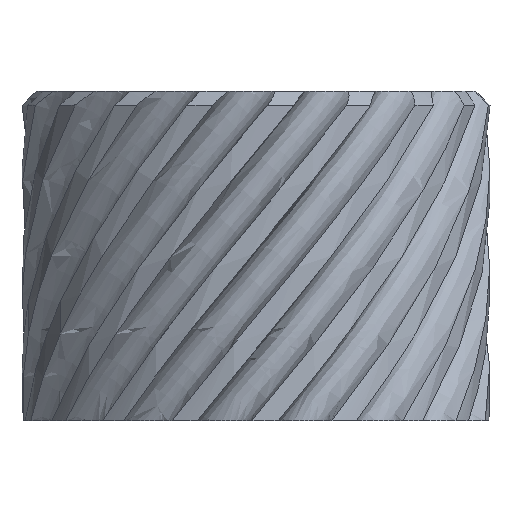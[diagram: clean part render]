
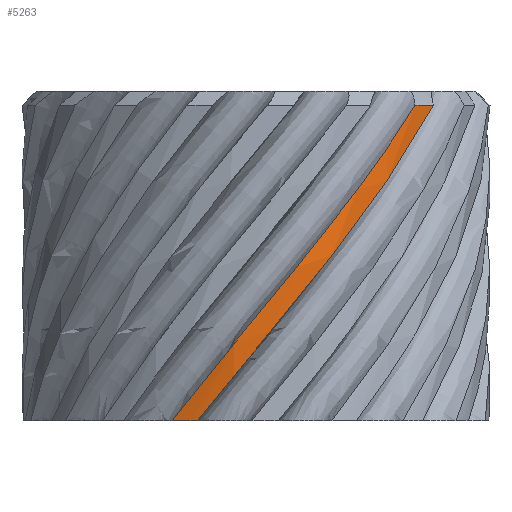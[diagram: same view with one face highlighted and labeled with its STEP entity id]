
A CAD part, left-side view. The second image highlights one B-rep face of the part: STEP entity #5263.
In plain terms, the highlighted cylindrical face has radius 8.398 mm (diameter 16.795 mm), a partial arc.
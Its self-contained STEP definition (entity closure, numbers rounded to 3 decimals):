
#567=CARTESIAN_POINT('',(96.87,70.049,7.425));
#568=VERTEX_POINT('',#567);
#606=CARTESIAN_POINT('',(97.167,70.967,7.425));
#607=VERTEX_POINT('',#606);
#608=CARTESIAN_POINT('',(104.997,67.932,7.425));
#609=DIRECTION('',(0.,-0.,1.));
#610=DIRECTION('',(-0.103,-0.995,-0.));
#611=AXIS2_PLACEMENT_3D('',#608,#609,#610);
#612=ELLIPSE('',#611,8.398,8.398);
#613=EDGE_CURVE('',#607,#568,#612,.T.);
#5113=CARTESIAN_POINT('',(105.,67.958,2.949));
#5114=DIRECTION('',(-0.001,-0.006,1.));
#5115=DIRECTION('',(0.,-1.,-0.006));
#5116=AXIS2_PLACEMENT_3D('',#5113,#5114,#5115);
#5117=CYLINDRICAL_SURFACE('',#5116,8.398);
#5118=CARTESIAN_POINT('',(98.851,62.136,18.911));
#5119=VERTEX_POINT('',#5118);
#5120=CARTESIAN_POINT('',(99.554,61.464,18.918));
#5121=VERTEX_POINT('',#5120);
#5122=CARTESIAN_POINT('',(98.851,62.136,18.911));
#5123=CARTESIAN_POINT('',(99.072,61.898,18.912));
#5124=CARTESIAN_POINT('',(99.307,61.674,18.914));
#5125=CARTESIAN_POINT('',(99.554,61.464,18.918));
#5126=B_SPLINE_CURVE_WITH_KNOTS('',3,(#5122,#5123,#5124,#5125),.UNSPECIFIED.,.F.,.F.,(4,4),(0.,0.001),.UNSPECIFIED.);
#5127=EDGE_CURVE('',#5119,#5121,#5126,.T.);
#5128=ORIENTED_EDGE('',*,*,#5127,.F.);
#5129=CARTESIAN_POINT('',(97.167,70.967,7.425));
#5130=CARTESIAN_POINT('',(97.131,70.875,7.545));
#5131=CARTESIAN_POINT('',(97.097,70.78,7.663));
#5132=CARTESIAN_POINT('',(97.064,70.686,7.783));
#5133=CARTESIAN_POINT('',(97.032,70.592,7.903));
#5134=CARTESIAN_POINT('',(97.001,70.499,8.024));
#5135=CARTESIAN_POINT('',(96.973,70.406,8.145));
#5136=CARTESIAN_POINT('',(96.944,70.312,8.267));
#5137=CARTESIAN_POINT('',(96.916,70.216,8.387));
#5138=CARTESIAN_POINT('',(96.89,70.119,8.506));
#5139=CARTESIAN_POINT('',(96.864,70.022,8.626));
#5140=CARTESIAN_POINT('',(96.84,69.926,8.747));
#5141=CARTESIAN_POINT('',(96.817,69.83,8.867));
#5142=CARTESIAN_POINT('',(96.795,69.734,8.988));
#5143=CARTESIAN_POINT('',(96.774,69.637,9.108));
#5144=CARTESIAN_POINT('',(96.755,69.539,9.227));
#5145=CARTESIAN_POINT('',(96.736,69.441,9.347));
#5146=CARTESIAN_POINT('',(96.719,69.343,9.465));
#5147=CARTESIAN_POINT('',(96.703,69.244,9.584));
#5148=CARTESIAN_POINT('',(96.672,69.048,9.822));
#5149=CARTESIAN_POINT('',(96.648,68.857,10.063));
#5150=CARTESIAN_POINT('',(96.631,68.662,10.303));
#5151=CARTESIAN_POINT('',(96.613,68.468,10.542));
#5152=CARTESIAN_POINT('',(96.603,68.27,10.779));
#5153=CARTESIAN_POINT('',(96.599,68.075,11.018));
#5154=CARTESIAN_POINT('',(96.595,67.88,11.257));
#5155=CARTESIAN_POINT('',(96.598,67.681,11.492));
#5156=CARTESIAN_POINT('',(96.607,67.487,11.732));
#5157=CARTESIAN_POINT('',(96.612,67.39,11.851));
#5158=CARTESIAN_POINT('',(96.618,67.293,11.972));
#5159=CARTESIAN_POINT('',(96.626,67.195,12.09));
#5160=CARTESIAN_POINT('',(96.635,67.096,12.209));
#5161=CARTESIAN_POINT('',(96.645,66.996,12.326));
#5162=CARTESIAN_POINT('',(96.657,66.897,12.444));
#5163=CARTESIAN_POINT('',(96.668,66.798,12.562));
#5164=CARTESIAN_POINT('',(96.682,66.7,12.681));
#5165=CARTESIAN_POINT('',(96.697,66.603,12.802));
#5166=CARTESIAN_POINT('',(96.712,66.507,12.922));
#5167=CARTESIAN_POINT('',(96.728,66.413,13.044));
#5168=CARTESIAN_POINT('',(96.746,66.317,13.165));
#5169=CARTESIAN_POINT('',(96.782,66.125,13.406));
#5170=CARTESIAN_POINT('',(96.827,65.928,13.643));
#5171=CARTESIAN_POINT('',(96.877,65.736,13.885));
#5172=CARTESIAN_POINT('',(96.928,65.544,14.126));
#5173=CARTESIAN_POINT('',(96.985,65.353,14.367));
#5174=CARTESIAN_POINT('',(97.049,65.168,14.608));
#5175=CARTESIAN_POINT('',(97.08,65.075,14.728));
#5176=CARTESIAN_POINT('',(97.113,64.982,14.848));
#5177=CARTESIAN_POINT('',(97.149,64.888,14.967));
#5178=CARTESIAN_POINT('',(97.184,64.795,15.086));
#5179=CARTESIAN_POINT('',(97.222,64.701,15.203));
#5180=CARTESIAN_POINT('',(97.26,64.609,15.322));
#5181=CARTESIAN_POINT('',(97.338,64.425,15.559));
#5182=CARTESIAN_POINT('',(97.418,64.251,15.802));
#5183=CARTESIAN_POINT('',(97.506,64.076,16.041));
#5184=CARTESIAN_POINT('',(97.682,63.726,16.52));
#5185=CARTESIAN_POINT('',(97.887,63.382,16.991));
#5186=CARTESIAN_POINT('',(98.109,63.061,17.471));
#5187=CARTESIAN_POINT('',(98.165,62.981,17.591));
#5188=CARTESIAN_POINT('',(98.221,62.902,17.712));
#5189=CARTESIAN_POINT('',(98.281,62.822,17.831));
#5190=CARTESIAN_POINT('',(98.34,62.743,17.951));
#5191=CARTESIAN_POINT('',(98.402,62.663,18.069));
#5192=CARTESIAN_POINT('',(98.464,62.584,18.187));
#5193=CARTESIAN_POINT('',(98.527,62.506,18.306));
#5194=CARTESIAN_POINT('',(98.591,62.43,18.426));
#5195=CARTESIAN_POINT('',(98.655,62.355,18.547));
#5196=CARTESIAN_POINT('',(98.719,62.281,18.668));
#5197=CARTESIAN_POINT('',(98.783,62.209,18.791));
#5198=CARTESIAN_POINT('',(98.851,62.136,18.911));
#5199=B_SPLINE_CURVE_WITH_KNOTS('',3,(#5129,#5130,#5131,#5132,#5133,#5134,#5135,#5136,#5137,#5138,#5139,#5140,#5141,#5142,#5143,#5144,#5145,#5146,#5147,#5148,#5149,#5150,#5151,#5152,#5153,#5154,
#5155,#5156,#5157,#5158,#5159,#5160,#5161,#5162,#5163,#5164,#5165,#5166,#5167,#5168,#5169,#5170,#5171,#5172,#5173,#5174,#5175,#5176,#5177,#5178,#5179,
#5180,#5181,#5182,#5183,#5184,#5185,#5186,#5187,#5188,#5189,#5190,#5191,#5192,#5193,#5194,#5195,#5196,#5197,#5198),.UNSPECIFIED.,.F.,.F.,(4,3,3,3,3,3,3,3,3,3,3,3,3,3,3,3,3,3,3,3,3,3,3,4),(0.005,0.006,0.006,0.007,0.007,0.008,0.008,0.009,0.01,0.011,0.011,0.012,0.012,0.013,0.014,0.015,0.015,0.016,0.016,0.018,0.019,0.019,0.02,0.02),.UNSPECIFIED.);
#5200=EDGE_CURVE('',#607,#5119,#5199,.T.);
#5201=ORIENTED_EDGE('',*,*,#5200,.F.);
#5202=ORIENTED_EDGE('',*,*,#613,.T.);
#5203=CARTESIAN_POINT('',(99.554,61.464,18.918));
#5204=CARTESIAN_POINT('',(99.48,61.528,18.796));
#5205=CARTESIAN_POINT('',(99.403,61.597,18.678));
#5206=CARTESIAN_POINT('',(99.329,61.665,18.559));
#5207=CARTESIAN_POINT('',(99.255,61.733,18.44));
#5208=CARTESIAN_POINT('',(99.183,61.802,18.319));
#5209=CARTESIAN_POINT('',(99.114,61.871,18.197));
#5210=CARTESIAN_POINT('',(99.044,61.939,18.076));
#5211=CARTESIAN_POINT('',(98.977,62.009,17.953));
#5212=CARTESIAN_POINT('',(98.909,62.081,17.833));
#5213=CARTESIAN_POINT('',(98.841,62.153,17.712));
#5214=CARTESIAN_POINT('',(98.773,62.228,17.593));
#5215=CARTESIAN_POINT('',(98.707,62.303,17.473));
#5216=CARTESIAN_POINT('',(98.576,62.453,17.234));
#5217=CARTESIAN_POINT('',(98.452,62.604,16.992));
#5218=CARTESIAN_POINT('',(98.332,62.762,16.753));
#5219=CARTESIAN_POINT('',(98.272,62.841,16.634));
#5220=CARTESIAN_POINT('',(98.213,62.921,16.515));
#5221=CARTESIAN_POINT('',(98.156,63.001,16.395));
#5222=CARTESIAN_POINT('',(98.1,63.081,16.275));
#5223=CARTESIAN_POINT('',(98.045,63.162,16.155));
#5224=CARTESIAN_POINT('',(97.99,63.245,16.035));
#5225=CARTESIAN_POINT('',(97.882,63.41,15.797));
#5226=CARTESIAN_POINT('',(97.777,63.583,15.561));
#5227=CARTESIAN_POINT('',(97.682,63.753,15.32));
#5228=CARTESIAN_POINT('',(97.634,63.839,15.2));
#5229=CARTESIAN_POINT('',(97.588,63.924,15.078));
#5230=CARTESIAN_POINT('',(97.543,64.011,14.958));
#5231=CARTESIAN_POINT('',(97.499,64.098,14.838));
#5232=CARTESIAN_POINT('',(97.455,64.187,14.718));
#5233=CARTESIAN_POINT('',(97.412,64.277,14.598));
#5234=CARTESIAN_POINT('',(97.327,64.456,14.359));
#5235=CARTESIAN_POINT('',(97.249,64.638,14.119));
#5236=CARTESIAN_POINT('',(97.177,64.824,13.878));
#5237=CARTESIAN_POINT('',(97.105,65.01,13.638));
#5238=CARTESIAN_POINT('',(97.04,65.195,13.396));
#5239=CARTESIAN_POINT('',(96.981,65.385,13.157));
#5240=CARTESIAN_POINT('',(96.745,66.143,12.202));
#5241=CARTESIAN_POINT('',(96.619,66.917,11.25));
#5242=CARTESIAN_POINT('',(96.6,67.703,10.3));
#5243=CARTESIAN_POINT('',(96.595,67.9,10.063));
#5244=CARTESIAN_POINT('',(96.597,68.099,9.827));
#5245=CARTESIAN_POINT('',(96.606,68.294,9.587));
#5246=CARTESIAN_POINT('',(96.611,68.392,9.467));
#5247=CARTESIAN_POINT('',(96.617,68.489,9.346));
#5248=CARTESIAN_POINT('',(96.624,68.587,9.226));
#5249=CARTESIAN_POINT('',(96.632,68.685,9.106));
#5250=CARTESIAN_POINT('',(96.642,68.783,8.987));
#5251=CARTESIAN_POINT('',(96.653,68.882,8.867));
#5252=CARTESIAN_POINT('',(96.676,69.079,8.628));
#5253=CARTESIAN_POINT('',(96.705,69.275,8.385));
#5254=CARTESIAN_POINT('',(96.742,69.47,8.145));
#5255=CARTESIAN_POINT('',(96.778,69.665,7.905));
#5256=CARTESIAN_POINT('',(96.821,69.858,7.664));
#5257=CARTESIAN_POINT('',(96.87,70.049,7.425));
#5258=B_SPLINE_CURVE_WITH_KNOTS('',3,(#5203,#5204,#5205,#5206,#5207,#5208,#5209,#5210,#5211,#5212,#5213,#5214,#5215,#5216,#5217,#5218,#5219,#5220,#5221,#5222,#5223,#5224,#5225,#5226,#5227,#5228,
#5229,#5230,#5231,#5232,#5233,#5234,#5235,#5236,#5237,#5238,#5239,#5240,#5241,#5242,#5243,#5244,#5245,#5246,#5247,#5248,#5249,#5250,#5251,#5252,#5253,
#5254,#5255,#5256,#5257),.UNSPECIFIED.,.F.,.F.,(4,3,3,3,3,3,3,3,3,3,3,3,3,3,3,3,3,3,4),(0.,0.,0.001,0.001,0.002,0.003,0.003,0.004,0.005,0.005,0.006,0.007,0.007,0.011,0.012,0.013,0.013,0.014,0.015),.UNSPECIFIED.);
#5259=EDGE_CURVE('',#5121,#568,#5258,.T.);
#5260=ORIENTED_EDGE('',*,*,#5259,.F.);
#5261=EDGE_LOOP('',(#5128,#5201,#5202,#5260));
#5262=FACE_BOUND('',#5261,.T.);
#5263=ADVANCED_FACE('',(#5262),#5117,.T.);
